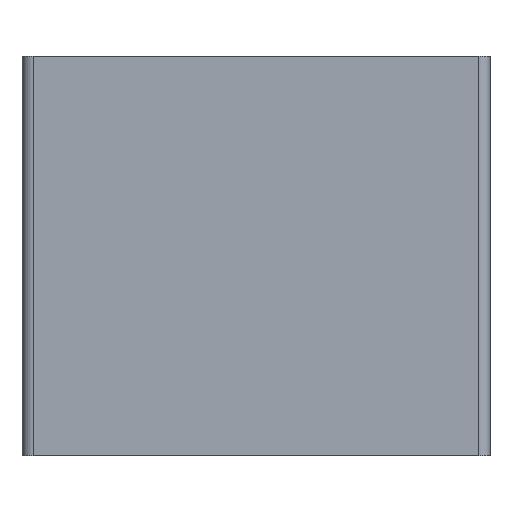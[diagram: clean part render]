
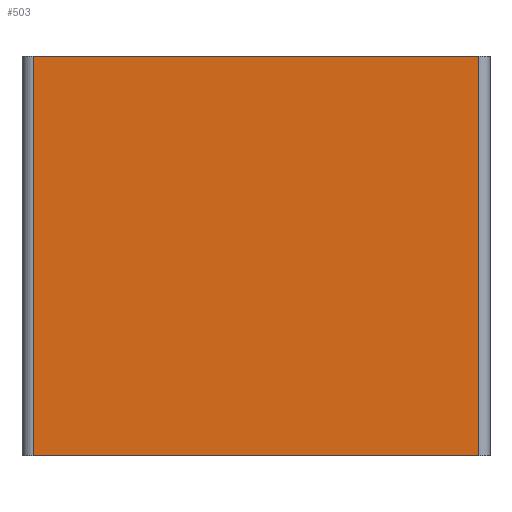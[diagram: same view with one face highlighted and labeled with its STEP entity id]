
A CAD part, front view. The second image highlights one B-rep face of the part: STEP entity #503.
In plain terms, the highlighted planar face has unit normal (0, -1, 0).
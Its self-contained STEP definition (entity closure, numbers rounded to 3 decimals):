
#6 = VECTOR ( 'NONE', #646, 1000. ) ;
#7 = VECTOR ( 'NONE', #593, 1000. ) ;
#23 = CARTESIAN_POINT ( 'NONE',  ( -39., -25., 70. ) ) ;
#55 = CARTESIAN_POINT ( 'NONE',  ( 39., -25., 23. ) ) ;
#71 = EDGE_CURVE ( 'NONE', #452, #321, #163, .T. ) ;
#141 = AXIS2_PLACEMENT_3D ( 'NONE', #424, #570, #176 ) ;
#163 = LINE ( 'NONE', #55, #6 ) ;
#176 = DIRECTION ( 'NONE',  ( 0., 0., 1. ) ) ;
#196 = LINE ( 'NONE', #447, #7 ) ;
#209 = EDGE_CURVE ( 'NONE', #418, #321, #196, .T. ) ;
#242 = VECTOR ( 'NONE', #468, 1000. ) ;
#291 = FACE_OUTER_BOUND ( 'NONE', #742, .T. ) ;
#321 = VERTEX_POINT ( 'NONE', #387 ) ;
#351 = DIRECTION ( 'NONE',  ( 0., 0., -1. ) ) ;
#387 = CARTESIAN_POINT ( 'NONE',  ( 39., -25., 0. ) ) ;
#411 = VERTEX_POINT ( 'NONE', #544 ) ;
#418 = VERTEX_POINT ( 'NONE', #760 ) ;
#424 = CARTESIAN_POINT ( 'NONE',  ( 0., -25., 23. ) ) ;
#426 = PLANE ( 'NONE',  #141 ) ;
#447 = CARTESIAN_POINT ( 'NONE',  ( 0., -25., 0. ) ) ;
#452 = VERTEX_POINT ( 'NONE', #867 ) ;
#468 = DIRECTION ( 'NONE',  ( 1., 0., 0. ) ) ;
#503 = ADVANCED_FACE ( 'NONE', ( #291 ), #426, .F. ) ;
#539 = LINE ( 'NONE', #853, #562 ) ;
#544 = CARTESIAN_POINT ( 'NONE',  ( -39., -25., 70. ) ) ;
#562 = VECTOR ( 'NONE', #351, 1000. ) ;
#570 = DIRECTION ( 'NONE',  ( 0., 1., 0. ) ) ;
#582 = ORIENTED_EDGE ( 'NONE', *, *, #647, .T. ) ;
#593 = DIRECTION ( 'NONE',  ( 1., 0., 0. ) ) ;
#611 = ORIENTED_EDGE ( 'NONE', *, *, #653, .F. ) ;
#646 = DIRECTION ( 'NONE',  ( 0., 0., -1. ) ) ;
#647 = EDGE_CURVE ( 'NONE', #411, #418, #539, .T. ) ;
#653 = EDGE_CURVE ( 'NONE', #411, #452, #812, .T. ) ;
#726 = ORIENTED_EDGE ( 'NONE', *, *, #209, .T. ) ;
#742 = EDGE_LOOP ( 'NONE', ( #726, #869, #611, #582 ) ) ;
#760 = CARTESIAN_POINT ( 'NONE',  ( -39., -25., 0. ) ) ;
#812 = LINE ( 'NONE', #23, #242 ) ;
#853 = CARTESIAN_POINT ( 'NONE',  ( -39., -25., 23. ) ) ;
#867 = CARTESIAN_POINT ( 'NONE',  ( 39., -25., 70. ) ) ;
#869 = ORIENTED_EDGE ( 'NONE', *, *, #71, .F. ) ;
